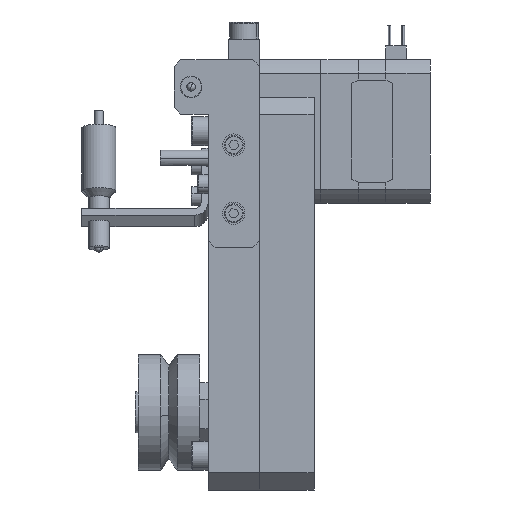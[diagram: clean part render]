
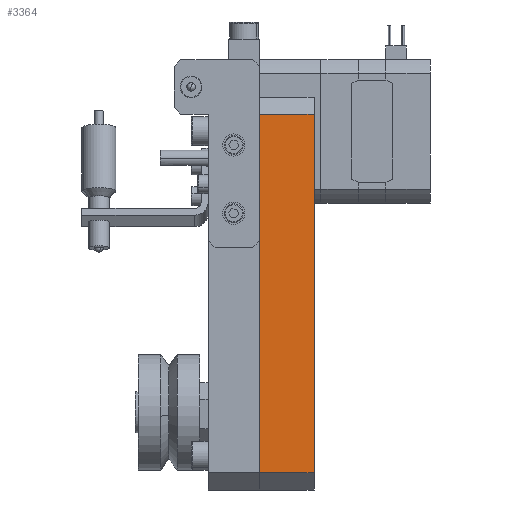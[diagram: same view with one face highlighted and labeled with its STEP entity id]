
A CAD part, left-side view. The second image highlights one B-rep face of the part: STEP entity #3364.
In plain terms, the highlighted planar face has unit normal (-1, 0, 0).
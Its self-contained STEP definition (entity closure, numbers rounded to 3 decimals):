
#359 = CARTESIAN_POINT ( 'NONE',  ( -80., -16., -52.5 ) ) ;
#518 = ORIENTED_EDGE ( 'NONE', *, *, #1739, .T. ) ;
#618 = CARTESIAN_POINT ( 'NONE',  ( -80., 0., -52.5 ) ) ;
#1000 = CARTESIAN_POINT ( 'NONE',  ( -80., 0., 52.5 ) ) ;
#1159 = VECTOR ( 'NONE', #20424, 1000. ) ;
#1739 = EDGE_CURVE ( 'NONE', #9519, #22127, #17935, .T. ) ;
#2118 = ORIENTED_EDGE ( 'NONE', *, *, #5376, .F. ) ;
#2501 = VERTEX_POINT ( 'NONE', #11365 ) ;
#3364 = ADVANCED_FACE ( 'NONE', ( #10421 ), #16355, .F. ) ;
#3756 = LINE ( 'NONE', #1000, #9701 ) ;
#5376 = EDGE_CURVE ( 'NONE', #2501, #22127, #3756, .T. ) ;
#5557 = VECTOR ( 'NONE', #5688, 1000. ) ;
#5688 = DIRECTION ( 'NONE',  ( 0., -1., 0. ) ) ;
#6101 = CARTESIAN_POINT ( 'NONE',  ( -80., -16., 52.5 ) ) ;
#6139 = CARTESIAN_POINT ( 'NONE',  ( -80., 0., -52.5 ) ) ;
#6767 = EDGE_CURVE ( 'NONE', #16942, #9519, #20200, .T. ) ;
#6953 = DIRECTION ( 'NONE',  ( 0., 0., 1. ) ) ;
#7593 = DIRECTION ( 'NONE',  ( 0., 0., -1. ) ) ;
#8400 = LINE ( 'NONE', #21892, #1159 ) ;
#9519 = VERTEX_POINT ( 'NONE', #12526 ) ;
#9701 = VECTOR ( 'NONE', #17919, 1000. ) ;
#10421 = FACE_OUTER_BOUND ( 'NONE', #20255, .T. ) ;
#11365 = CARTESIAN_POINT ( 'NONE',  ( -80., 0., 52.5 ) ) ;
#12526 = CARTESIAN_POINT ( 'NONE',  ( -80., -16., -52.5 ) ) ;
#12982 = AXIS2_PLACEMENT_3D ( 'NONE', #6139, #18046, #7593 ) ;
#13582 = EDGE_CURVE ( 'NONE', #16942, #2501, #8400, .T. ) ;
#14260 = VECTOR ( 'NONE', #6953, 1000. ) ;
#16355 = PLANE ( 'NONE',  #12982 ) ;
#16942 = VERTEX_POINT ( 'NONE', #17331 ) ;
#17331 = CARTESIAN_POINT ( 'NONE',  ( -80., 0., -52.5 ) ) ;
#17919 = DIRECTION ( 'NONE',  ( 0., -1., 0. ) ) ;
#17935 = LINE ( 'NONE', #359, #14260 ) ;
#18046 = DIRECTION ( 'NONE',  ( 1., 0., 0. ) ) ;
#18634 = ORIENTED_EDGE ( 'NONE', *, *, #13582, .F. ) ;
#19884 = ORIENTED_EDGE ( 'NONE', *, *, #6767, .T. ) ;
#20200 = LINE ( 'NONE', #618, #5557 ) ;
#20255 = EDGE_LOOP ( 'NONE', ( #518, #2118, #18634, #19884 ) ) ;
#20424 = DIRECTION ( 'NONE',  ( 0., 0., 1. ) ) ;
#21892 = CARTESIAN_POINT ( 'NONE',  ( -80., 0., -52.5 ) ) ;
#22127 = VERTEX_POINT ( 'NONE', #6101 ) ;
